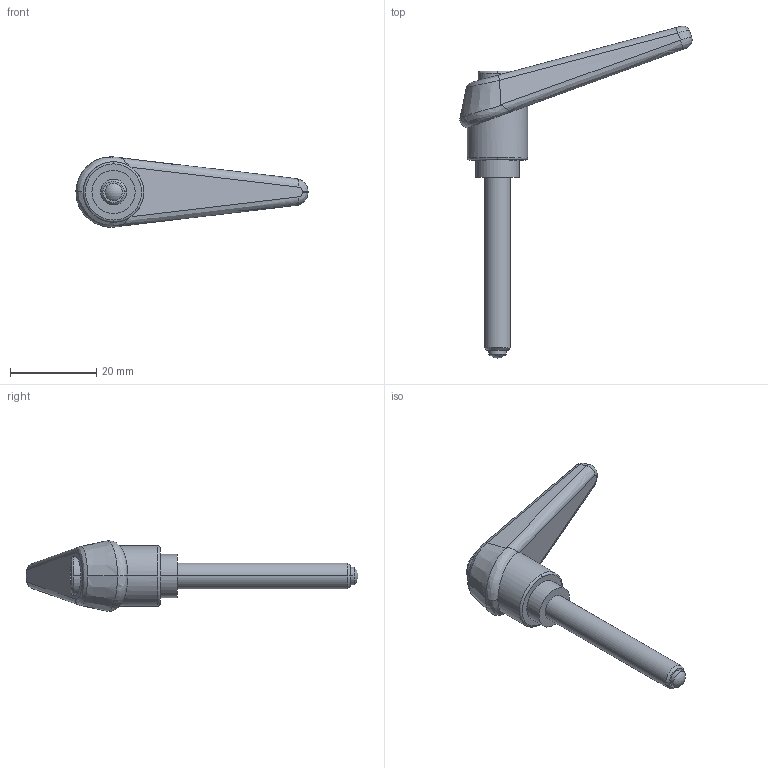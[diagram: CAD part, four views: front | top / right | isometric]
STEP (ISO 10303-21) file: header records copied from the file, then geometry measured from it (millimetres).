
FILE_DESCRIPTION(('STEP AP214'),'1');
FILE_NAME('HALDERN_EH_24410_2183.stp','2020-02-28T09:41:25',('TraceParts'),('TraceParts S.A.'),'Spatial InterOp 3D',' ',' ');
FILE_SCHEMA(('AUTOMOTIVE_DESIGN { 1 0 10303 214 1 1 1 1 }'));
Length unit declared in the file: millimetre
Products named in the file (1): HALDERN_EH_24410_2183_1
Bounding box: 53.71 x 76.78 x 16.29 mm (x, y, z)
Volume: 7092.9 mm3; surface area: 4456.4 mm2
Topology: 2 solids, 2 shells, 59 faces, 141 edges, 92 vertices
Faces by surface type: cylinder 18, plane 17, bspline 15, cone 4, torus 4, sphere 1
Entity records: 2743 total; most frequent: CARTESIAN_POINT 885, DIRECTION 283, ORIENTED_EDGE 282, EDGE_CURVE 141, AXIS2_PLACEMENT_3D 120, VERTEX_POINT 92, EDGE_LOOP 67, STYLED_ITEM 60
